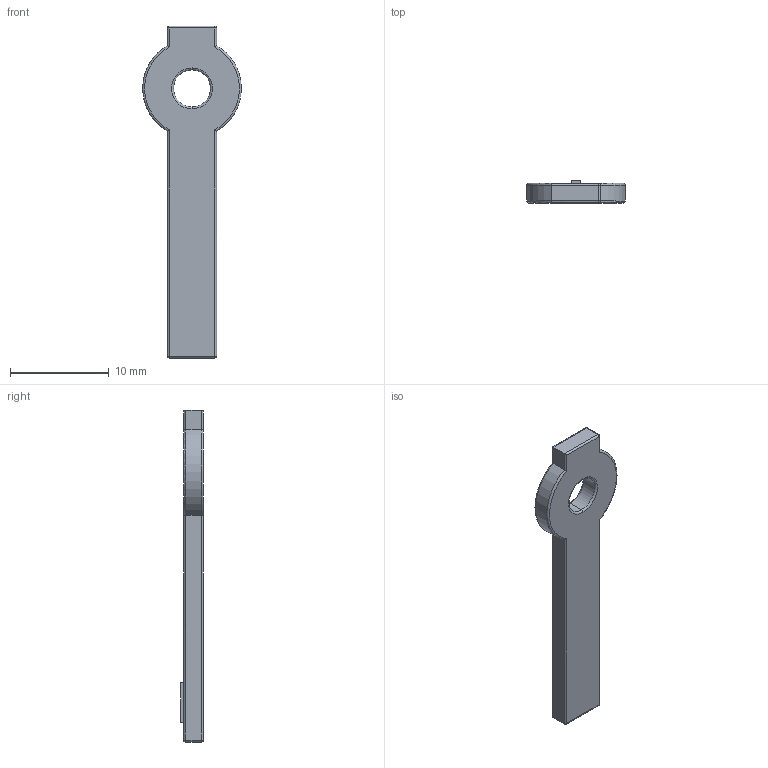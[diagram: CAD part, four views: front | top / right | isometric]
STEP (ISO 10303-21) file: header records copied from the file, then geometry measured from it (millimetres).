
FILE_DESCRIPTION (( 'STEP AP214' ), '1' );
FILE_NAME ('minute-hand.STEP', '2024-12-15T10:41:21', ( '' ), ( '' ), 'SwSTEP 2.0', 'SolidWorks 2023', '' );
FILE_SCHEMA (( 'AUTOMOTIVE_DESIGN' ));
Length unit declared in the file: millimetre
Products named in the file (1): minute-hand
Bounding box: 10 x 2.32 x 33.66 mm (x, y, z)
Volume: 375.6 mm3; surface area: 548.1 mm2
Topology: 1 solids, 1 shells, 46 faces, 103 edges, 54 vertices
Faces by surface type: cylinder 19, plane 13, torus 8, sphere 6
Entity records: 1254 total; most frequent: CARTESIAN_POINT 244, DIRECTION 219, ORIENTED_EDGE 194, EDGE_CURVE 97, AXIS2_PLACEMENT_3D 85, VERTEX_POINT 54, VECTOR 49, LINE 49
